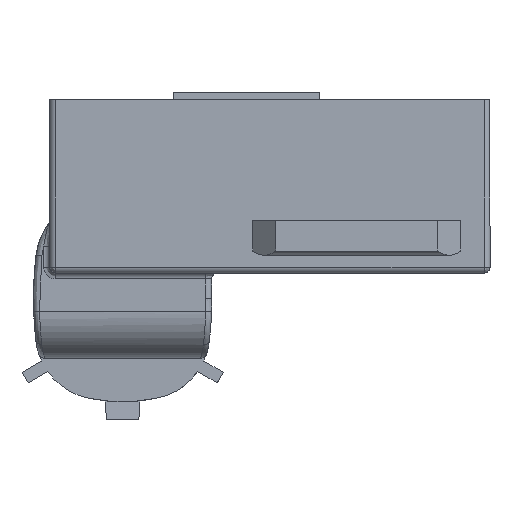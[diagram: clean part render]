
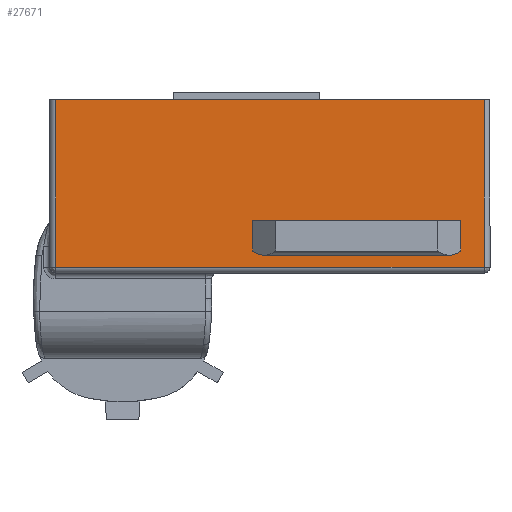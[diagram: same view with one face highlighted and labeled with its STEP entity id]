
A CAD part, left-side view. The second image highlights one B-rep face of the part: STEP entity #27671.
In plain terms, the highlighted face is planar.
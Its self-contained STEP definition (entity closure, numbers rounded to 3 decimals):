
#26971 = VERTEX_POINT('',#26972);
#26972 = CARTESIAN_POINT('',(-3.102,3.492,
    -41.689));
#26981 = VERTEX_POINT('',#26982);
#26982 = CARTESIAN_POINT('',(33.982,3.492,
    -41.689));
#26989 = EDGE_CURVE('',#26981,#26971,#26990,.T.);
#26990 = LINE('',#26991,#26992);
#26991 = CARTESIAN_POINT('',(34.49,3.492,
    -41.689));
#26992 = VECTOR('',#26993,1.);
#26993 = DIRECTION('',(-1.,0.,0.));
#27671 = ADVANCED_FACE('',(#27672,#27724),#27749,.F.);
#27672 = FACE_BOUND('',#27673,.T.);
#27673 = EDGE_LOOP('',(#27674,#27685,#27693,#27702,#27710,#27718));
#27674 = ORIENTED_EDGE('',*,*,#27675,.T.);
#27675 = EDGE_CURVE('',#27676,#27678,#27680,.T.);
#27676 = VERTEX_POINT('',#27677);
#27677 = CARTESIAN_POINT('',(31.95,2.091,
    -41.689));
#27678 = VERTEX_POINT('',#27679);
#27679 = CARTESIAN_POINT('',(30.802,2.476,
    -41.689));
#27680 = CIRCLE('',#27681,1.905);
#27681 = AXIS2_PLACEMENT_3D('',#27682,#27683,#27684);
#27682 = CARTESIAN_POINT('',(30.802,0.571,
    -41.689));
#27683 = DIRECTION('',(0.,0.,1.));
#27684 = DIRECTION('',(-1.,0.,0.));
#27685 = ORIENTED_EDGE('',*,*,#27686,.F.);
#27686 = EDGE_CURVE('',#27687,#27678,#27689,.T.);
#27687 = VERTEX_POINT('',#27688);
#27688 = CARTESIAN_POINT('',(15.115,2.476,
    -41.689));
#27689 = LINE('',#27690,#27691);
#27690 = CARTESIAN_POINT('',(34.49,2.476,
    -41.689));
#27691 = VECTOR('',#27692,1.);
#27692 = DIRECTION('',(1.,0.,0.));
#27693 = ORIENTED_EDGE('',*,*,#27694,.T.);
#27694 = EDGE_CURVE('',#27687,#27695,#27697,.T.);
#27695 = VERTEX_POINT('',#27696);
#27696 = CARTESIAN_POINT('',(13.967,2.091,
    -41.689));
#27697 = CIRCLE('',#27698,1.905);
#27698 = AXIS2_PLACEMENT_3D('',#27699,#27700,#27701);
#27699 = CARTESIAN_POINT('',(15.115,0.571,
    -41.689));
#27700 = DIRECTION('',(0.,0.,1.));
#27701 = DIRECTION('',(-1.,0.,0.));
#27702 = ORIENTED_EDGE('',*,*,#27703,.F.);
#27703 = EDGE_CURVE('',#27704,#27695,#27706,.T.);
#27704 = VERTEX_POINT('',#27705);
#27705 = CARTESIAN_POINT('',(13.967,-0.521,
    -41.689));
#27706 = LINE('',#27707,#27708);
#27707 = CARTESIAN_POINT('',(13.967,-10.998,
    -41.689));
#27708 = VECTOR('',#27709,1.);
#27709 = DIRECTION('',(0.,1.,0.));
#27710 = ORIENTED_EDGE('',*,*,#27711,.F.);
#27711 = EDGE_CURVE('',#27712,#27704,#27714,.T.);
#27712 = VERTEX_POINT('',#27713);
#27713 = CARTESIAN_POINT('',(31.95,-0.521,
    -41.689));
#27714 = LINE('',#27715,#27716);
#27715 = CARTESIAN_POINT('',(34.49,-0.521,
    -41.689));
#27716 = VECTOR('',#27717,1.);
#27717 = DIRECTION('',(-1.,0.,0.));
#27718 = ORIENTED_EDGE('',*,*,#27719,.F.);
#27719 = EDGE_CURVE('',#27676,#27712,#27720,.T.);
#27720 = LINE('',#27721,#27722);
#27721 = CARTESIAN_POINT('',(31.95,-10.998,
    -41.689));
#27722 = VECTOR('',#27723,1.);
#27723 = DIRECTION('',(0.,-1.,0.));
#27724 = FACE_BOUND('',#27725,.T.);
#27725 = EDGE_LOOP('',(#27726,#27727,#27735,#27743));
#27726 = ORIENTED_EDGE('',*,*,#26989,.F.);
#27727 = ORIENTED_EDGE('',*,*,#27728,.F.);
#27728 = EDGE_CURVE('',#27729,#26981,#27731,.T.);
#27729 = VERTEX_POINT('',#27730);
#27730 = CARTESIAN_POINT('',(33.982,-10.998,
    -41.689));
#27731 = LINE('',#27732,#27733);
#27732 = CARTESIAN_POINT('',(33.982,-10.998,
    -41.689));
#27733 = VECTOR('',#27734,1.);
#27734 = DIRECTION('',(0.,1.,0.));
#27735 = ORIENTED_EDGE('',*,*,#27736,.F.);
#27736 = EDGE_CURVE('',#27737,#27729,#27739,.T.);
#27737 = VERTEX_POINT('',#27738);
#27738 = CARTESIAN_POINT('',(-3.102,-10.998,
    -41.689));
#27739 = LINE('',#27740,#27741);
#27740 = CARTESIAN_POINT('',(34.49,-10.998,
    -41.689));
#27741 = VECTOR('',#27742,1.);
#27742 = DIRECTION('',(1.,0.,0.));
#27743 = ORIENTED_EDGE('',*,*,#27744,.F.);
#27744 = EDGE_CURVE('',#26971,#27737,#27745,.T.);
#27745 = LINE('',#27746,#27747);
#27746 = CARTESIAN_POINT('',(-3.102,-10.998,
    -41.689));
#27747 = VECTOR('',#27748,1.);
#27748 = DIRECTION('',(0.,-1.,0.));
#27749 = PLANE('',#27750);
#27750 = AXIS2_PLACEMENT_3D('',#27751,#27752,#27753);
#27751 = CARTESIAN_POINT('',(34.49,-10.998,
    -41.689));
#27752 = DIRECTION('',(0.,0.,1.));
#27753 = DIRECTION('',(1.,0.,0.));
